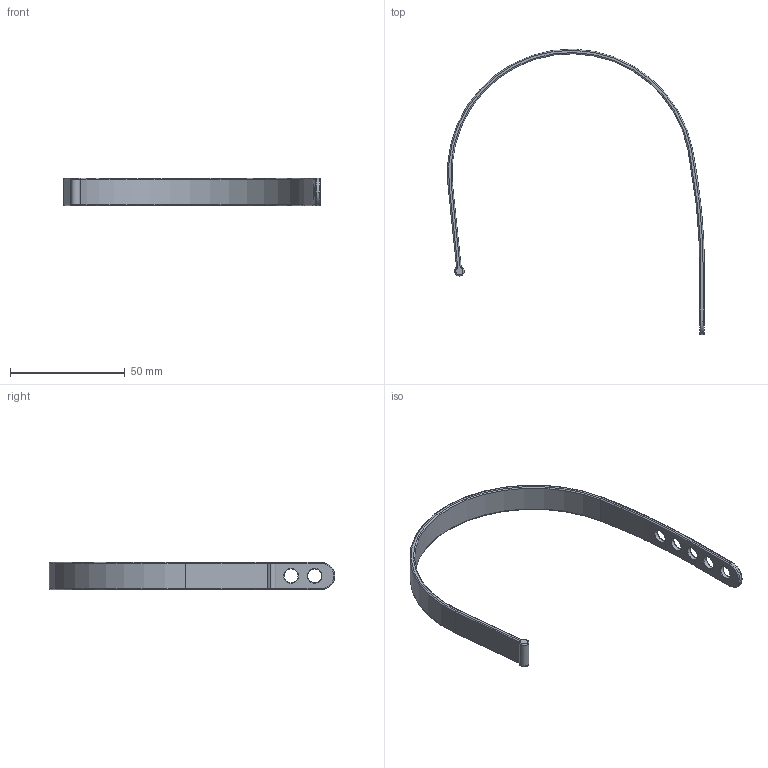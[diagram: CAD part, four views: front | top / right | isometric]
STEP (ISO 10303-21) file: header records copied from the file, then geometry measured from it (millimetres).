
FILE_DESCRIPTION(('CATIA V5 STEP Exchange'),'2;1');
FILE_NAME('Water Meter Enclosure 2_v02_Strap_STP.stp','2023-04-04T16:54:07+00:00',('none'),('none'),'CATIA Version 5 Release 20 GA (IN-10)','CATIA V5 STEP AP203 Edition 2','none');
FILE_SCHEMA(('AP203_CONFIGURATION_CONTROLLED_3D_DESIGN_OF_MECHANICAL_PARTS_AND_ASSEMBLIES_MIM_LF { 1 0 10303 403 2 1 2}'));
Length unit declared in the file: millimetre
Products named in the file (1): Water Meter Enclosure.1
Bounding box: 111.77 x 124.34 x 12 mm (x, y, z)
Volume: 6455.7 mm3; surface area: 7569 mm2
Topology: 1 solids, 1 shells, 73 faces, 181 edges, 108 vertices
Faces by surface type: cylinder 27, torus 22, bspline 16, plane 6, extrusion 2
Entity records: 3654 total; most frequent: CARTESIAN_POINT 2084, ORIENTED_EDGE 362, DIRECTION 225, EDGE_CURVE 181, AXIS2_PLACEMENT_3D 133, VERTEX_POINT 108, CIRCLE 84, EDGE_LOOP 81
